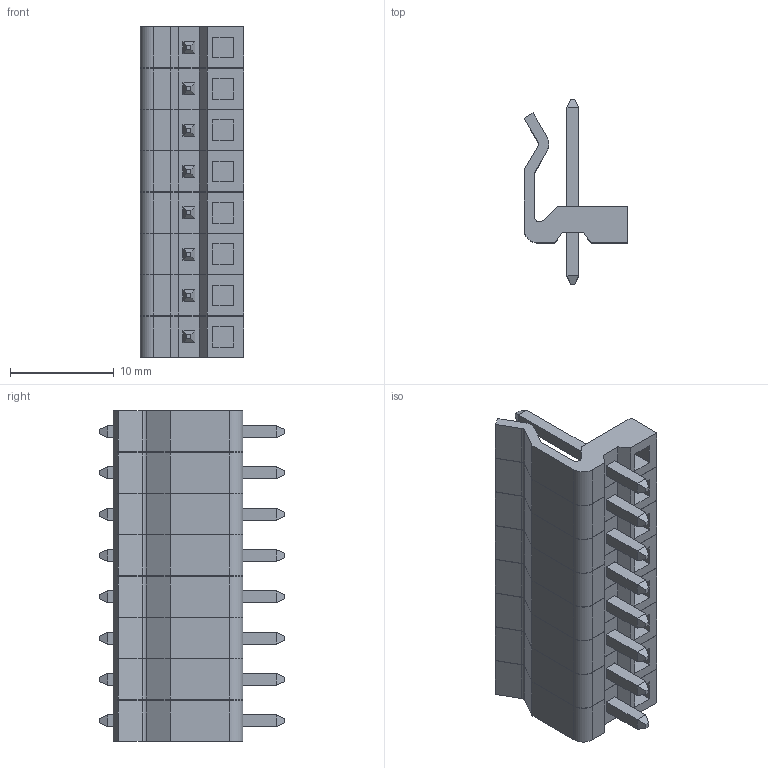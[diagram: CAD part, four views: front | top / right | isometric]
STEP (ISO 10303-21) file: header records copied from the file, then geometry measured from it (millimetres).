
FILE_DESCRIPTION(('STEP AP214'), '1');
FILE_NAME('SNP348-8VP22', '', ('UNSPECIFIED'), ('UNSPECIFIED'), 'ASCON STEP Converter 1.3', 'ASCON Math Kernel', '');
FILE_SCHEMA(('AUTOMOTIVE_DESIGN { 1 0 10303 214 3 1 1}'));
Length unit declared in the file: millimetre
Products named in the file (51): Âèëêà ÑÍÏ348-6ÂÏ22-Â; 修淌.757471.027 黖1; ﾐﾞﾌﾊ.757536.019 韈鸙2
Assembly tree (64 placements, depth 3):
  (unnamed)
    Âèëêà ÑÍÏ348-6ÂÏ22-Â
      修淌.757471.027 黖1
      修淌.757471.027 黖1
      ﾐﾞﾌﾊ.757536.019 韈鸙2
      修淌.757471.027 黖1
      修淌.757471.027 黖1
      修淌.757471.027 黖1
      修淌.757471.027 黖1
    Âèëêà ÑÍÏ348-6ÂÏ22-Â
      修淌.757471.027 黖1
      修淌.757471.027 黖1
      ﾐﾞﾌﾊ.757536.019 韈鸙2
      修淌.757471.027 黖1
      修淌.757471.027 黖1
      修淌.757471.027 黖1
      修淌.757471.027 黖1
    Âèëêà ÑÍÏ348-6ÂÏ22-Â
      修淌.757471.027 黖1
      修淌.757471.027 黖1
      ﾐﾞﾌﾊ.757536.019 韈鸙2
      修淌.757471.027 黖1
      修淌.757471.027 黖1
      修淌.757471.027 黖1
      修淌.757471.027 黖1
    Âèëêà ÑÍÏ348-6ÂÏ22-Â
      修淌.757471.027 黖1
      修淌.757471.027 黖1
      ﾐﾞﾌﾊ.757536.019 韈鸙2
      修淌.757471.027 黖1
      修淌.757471.027 黖1
      修淌.757471.027 黖1
      修淌.757471.027 黖1
    Âèëêà ÑÍÏ348-6ÂÏ22-Â
      修淌.757471.027 黖1
      修淌.757471.027 黖1
      ﾐﾞﾌﾊ.757536.019 韈鸙2
      修淌.757471.027 黖1
      修淌.757471.027 黖1
      修淌.757471.027 黖1
      修淌.757471.027 黖1
    Âèëêà ÑÍÏ348-6ÂÏ22-Â
      修淌.757471.027 黖1
      修淌.757471.027 黖1
      ﾐﾞﾌﾊ.757536.019 韈鸙2
      修淌.757471.027 黖1
      修淌.757471.027 黖1
      修淌.757471.027 黖1
      修淌.757471.027 黖1
    Âèëêà ÑÍÏ348-6ÂÏ22-Â
      修淌.757471.027 黖1
      修淌.757471.027 黖1
      ﾐﾞﾌﾊ.757536.019 韈鸙2
      修淌.757471.027 黖1
      修淌.757471.027 黖1
      修淌.757471.027 黖1
      修淌.757471.027 黖1
    Âèëêà ÑÍÏ348-6ÂÏ22-Â
      修淌.757471.027 黖1
      修淌.757471.027 黖1
Bounding box: 10 x 17.8 x 31.86 mm (x, y, z)
Volume: 1329.1 mm3; surface area: 3046.8 mm2
Topology: 16 solids, 16 shells, 352 faces, 872 edges, 560 vertices
Faces by surface type: plane 320, cylinder 32
Entity records: 4535 total; most frequent: DIRECTION 335, CARTESIAN_POINT 288, DATE_AND_TIME 230, CALENDAR_DATE 230, LOCAL_TIME 230, COORDINATED_UNIVERSAL_TIME_OFFSET 230, ORIENTED_EDGE 218, AXIS2_PLACEMENT_3D 117
